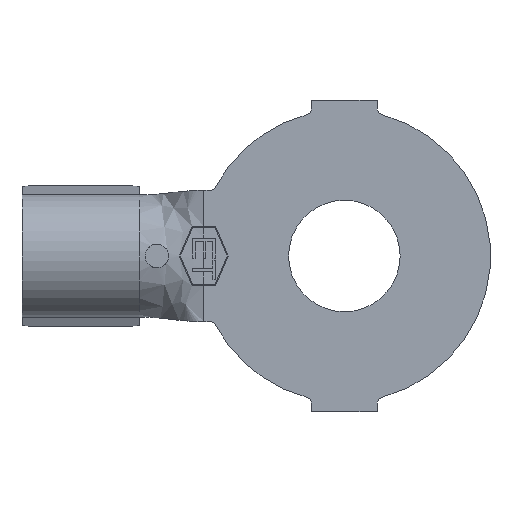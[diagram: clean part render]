
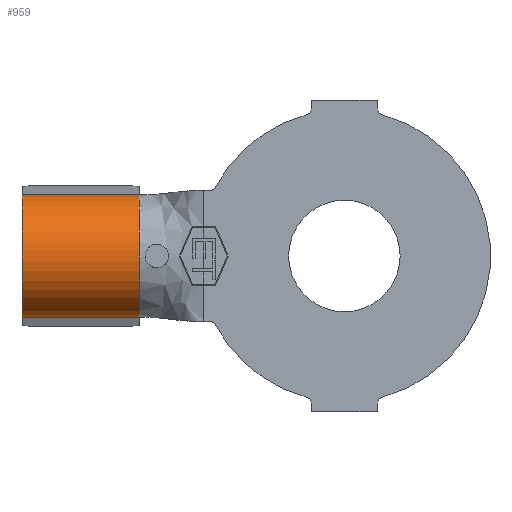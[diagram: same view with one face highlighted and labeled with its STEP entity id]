
A CAD part, front view. The second image highlights one B-rep face of the part: STEP entity #959.
In plain terms, the highlighted cylindrical face has radius 1.676 mm (diameter 3.353 mm), a partial arc.
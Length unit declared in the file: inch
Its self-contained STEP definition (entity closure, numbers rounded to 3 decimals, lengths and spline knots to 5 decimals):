
#12 = CARTESIAN_POINT ( 'NONE',  ( -0.344, 0.05603, 0.06524 ) ) ;
#89 = EDGE_CURVE ( 'NONE', #3449, #2098, #1603, .T. ) ;
#365 = CARTESIAN_POINT ( 'NONE',  ( -0.219, 0.05603, -0.06524 ) ) ;
#647 = CARTESIAN_POINT ( 'NONE',  ( -0.219, 0.066, 0. ) ) ;
#649 = AXIS2_PLACEMENT_3D ( 'NONE', #647, #2796, #975 ) ;
#675 = VECTOR ( 'NONE', #1115, 39.37008 ) ;
#679 = CARTESIAN_POINT ( 'NONE',  ( -0.219, 0.05603, 0.06524 ) ) ;
#711 = VERTEX_POINT ( 'NONE', #3960 ) ;
#730 = ORIENTED_EDGE ( 'NONE', *, *, #1535, .F. ) ;
#959 = ADVANCED_FACE ( 'NONE', ( #2774 ), #1068, .T. ) ;
#975 = DIRECTION ( 'NONE',  ( 0., 0., -1. ) ) ;
#1019 = CIRCLE ( 'NONE', #1237, 0.066 ) ;
#1042 = CARTESIAN_POINT ( 'NONE',  ( -0.344, 0.05603, -0.06524 ) ) ;
#1068 = CYLINDRICAL_SURFACE ( 'NONE', #2462, 0.066 ) ;
#1115 = DIRECTION ( 'NONE',  ( 1., 0., 0. ) ) ;
#1144 = VECTOR ( 'NONE', #1359, 39.37008 ) ;
#1180 = DIRECTION ( 'NONE',  ( 1., 0., 0. ) ) ;
#1192 = CARTESIAN_POINT ( 'NONE',  ( -0.344, 0.05603, 0.06524 ) ) ;
#1237 = AXIS2_PLACEMENT_3D ( 'NONE', #2993, #1180, #3300 ) ;
#1245 = CARTESIAN_POINT ( 'NONE',  ( -0.344, 0.066, 0. ) ) ;
#1346 = ORIENTED_EDGE ( 'NONE', *, *, #2845, .T. ) ;
#1359 = DIRECTION ( 'NONE',  ( 1., 0., 0. ) ) ;
#1535 = EDGE_CURVE ( 'NONE', #2098, #3527, #2405, .T. ) ;
#1560 = DIRECTION ( 'NONE',  ( 1., 0., 0. ) ) ;
#1603 = LINE ( 'NONE', #1192, #675 ) ;
#1758 = EDGE_LOOP ( 'NONE', ( #730, #1876, #2769, #1346 ) ) ;
#1876 = ORIENTED_EDGE ( 'NONE', *, *, #89, .F. ) ;
#2098 = VERTEX_POINT ( 'NONE', #679 ) ;
#2405 = CIRCLE ( 'NONE', #649, 0.066 ) ;
#2462 = AXIS2_PLACEMENT_3D ( 'NONE', #1245, #1560, #2467 ) ;
#2467 = DIRECTION ( 'NONE',  ( 0., 0., -1. ) ) ;
#2769 = ORIENTED_EDGE ( 'NONE', *, *, #3876, .T. ) ;
#2774 = FACE_OUTER_BOUND ( 'NONE', #1758, .T. ) ;
#2796 = DIRECTION ( 'NONE',  ( 1., 0., 0. ) ) ;
#2845 = EDGE_CURVE ( 'NONE', #711, #3527, #3568, .T. ) ;
#2993 = CARTESIAN_POINT ( 'NONE',  ( -0.344, 0.066, 0. ) ) ;
#3300 = DIRECTION ( 'NONE',  ( 0., 0., -1. ) ) ;
#3449 = VERTEX_POINT ( 'NONE', #12 ) ;
#3527 = VERTEX_POINT ( 'NONE', #365 ) ;
#3568 = LINE ( 'NONE', #1042, #1144 ) ;
#3876 = EDGE_CURVE ( 'NONE', #3449, #711, #1019, .T. ) ;
#3960 = CARTESIAN_POINT ( 'NONE',  ( -0.344, 0.05603, -0.06524 ) ) ;
